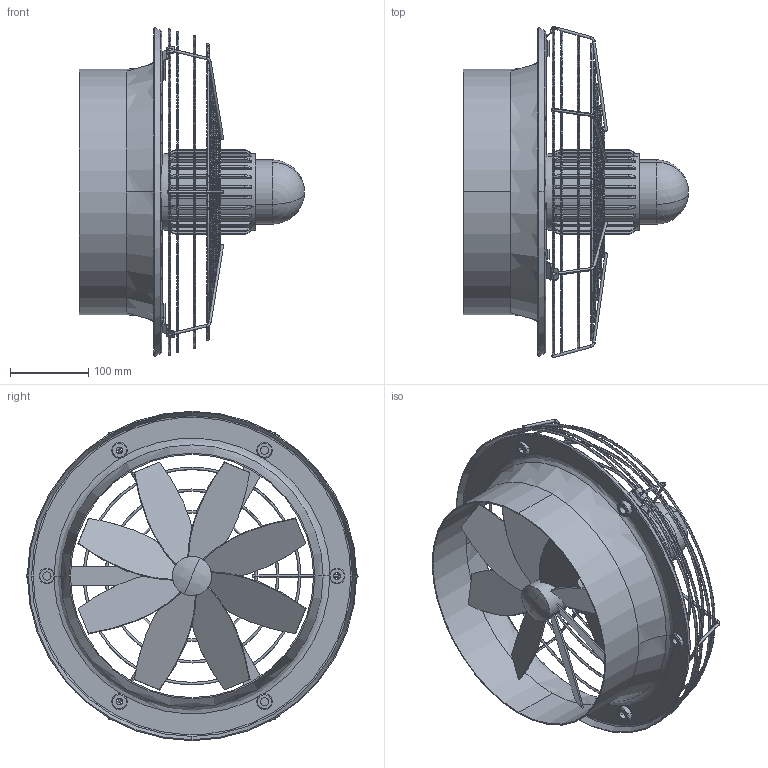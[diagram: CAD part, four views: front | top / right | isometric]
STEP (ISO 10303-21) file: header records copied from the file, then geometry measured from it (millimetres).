
FILE_DESCRIPTION (( 'STEP AP214' ), '1' );
FILE_NAME ('0094.0016.STEP', '2015-02-08T13:13:27', ( '' ), ( '' ), 'SwSTEP 2.0', 'SolidWorks 2013', '' );
FILE_SCHEMA (( 'AUTOMOTIVE_DESIGN' ));
Length unit declared in the file: millimetre
Products named in the file (1): 0094.0016
Bounding box: 287 x 423.37 x 420 mm (x, y, z)
Volume: 1774215.6 mm3; surface area: 647305.4 mm2
Topology: 1 solids, 1 shells, 817 faces, 2390 edges, 1538 vertices
Faces by surface type: plane 340, bspline 246, cylinder 153, torus 48, cone 24, sphere 6
Entity records: 46428 total; most frequent: CARTESIAN_POINT 17509, ORIENTED_EDGE 4772, DIRECTION 3403, EDGE_CURVE 2386, VERTEX_POINT 1538, AXIS2_PLACEMENT_3D 1293, EDGE_LOOP 892, UNCERTAINTY_MEASURE_WITH_UNIT 820
